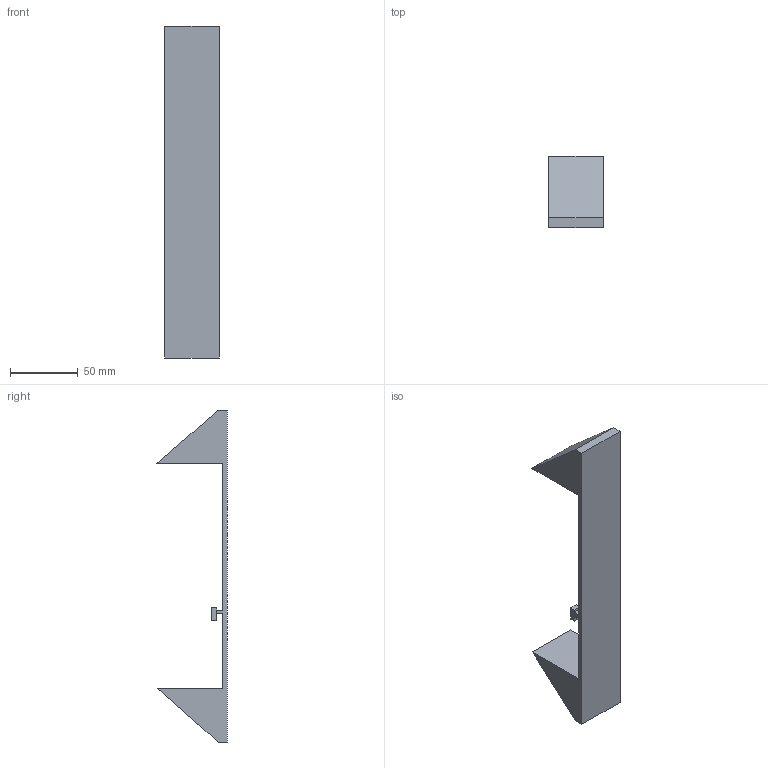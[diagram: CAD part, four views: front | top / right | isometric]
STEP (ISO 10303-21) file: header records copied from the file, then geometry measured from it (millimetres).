
FILE_DESCRIPTION(/* description */ (''),/* implementation_level */ '2;1');
FILE_NAME(/* name */ 'EXTRUSION.step',/* time_stamp */ '2024-01-08T20:48:36+05:30',/* author */ (''),/* organization */ (''),/* preprocessor_version */ 'ST-DEVELOPER v20',/* originating_system */ 'Autodesk Translation Framework v12.14.0.127',/* authorisation */ '');
FILE_SCHEMA (('AUTOMOTIVE_DESIGN { 1 0 10303 214 3 1 1 }'));
Length unit declared in the file: centimetre
Products named in the file (1): EXTRUSION
Bounding box: 40 x 52.29 x 245.64 mm (x, y, z)
Volume: 116505.7 mm3; surface area: 31858.9 mm2
Topology: 1 solids, 1 shells, 21 faces, 55 edges, 36 vertices
Faces by surface type: plane 20, cylinder 1
Full cylindrical faces by diameter (mm): 2.93 x1
Entity records: 672 total; most frequent: CARTESIAN_POINT 113, ORIENTED_EDGE 110, DIRECTION 101, EDGE_CURVE 55, LINE 53, VECTOR 53, VERTEX_POINT 36, AXIS2_PLACEMENT_3D 24
